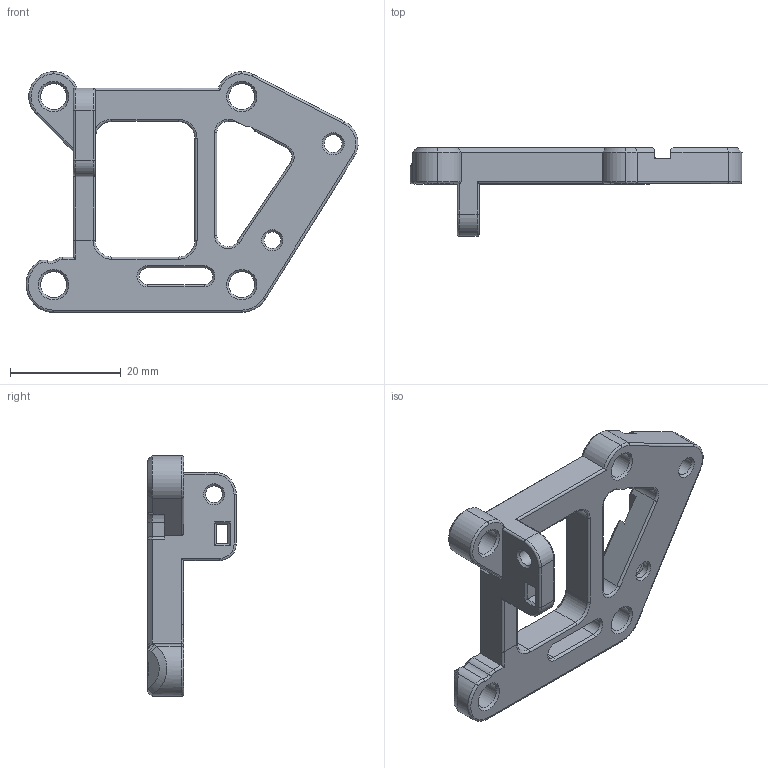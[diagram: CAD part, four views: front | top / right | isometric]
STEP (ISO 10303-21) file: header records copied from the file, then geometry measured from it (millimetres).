
FILE_DESCRIPTION(/* description */ (''),/* implementation_level */ '2;1');
FILE_NAME(/* name */ 'lgx-duet-1lc-holder.step',/* time_stamp */ '2021-10-05T15:53:38+02:00',/* author */ (''),/* organization */ (''),/* preprocessor_version */ 'ST-DEVELOPER v18.1',/* originating_system */ 'Autodesk Translation Framework v10.10.0.1391',/* authorisation */ '');
FILE_SCHEMA (('AUTOMOTIVE_DESIGN { 1 0 10303 214 3 1 1 }'));
Length unit declared in the file: millimetre
Products named in the file (1): bracket
Bounding box: 60.01 x 16 x 43.5 mm (x, y, z)
Volume: 7705.1 mm3; surface area: 5458 mm2
Topology: 1 solids, 1 shells, 225 faces, 570 edges, 342 vertices
Faces by surface type: plane 97, cylinder 56, cone 45, torus 18, bspline 9
Full cylindrical faces by diameter (mm): 3 x2, 3.2 x1, 4.7 x4, 6 x1
Entity records: 7095 total; most frequent: CARTESIAN_POINT 1606, DIRECTION 1155, ORIENTED_EDGE 1138, EDGE_CURVE 569, AXIS2_PLACEMENT_3D 408, VERTEX_POINT 342, LINE 339, VECTOR 339
